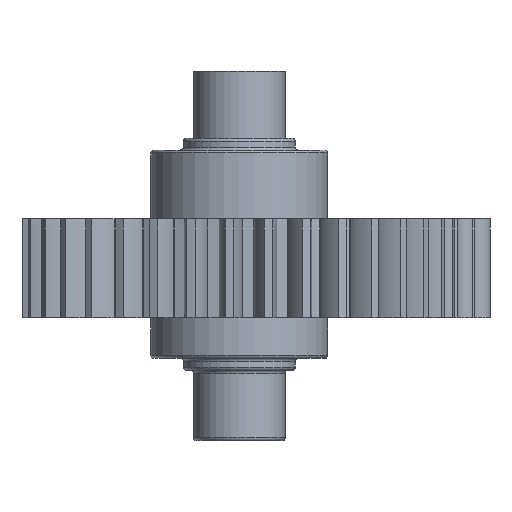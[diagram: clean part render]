
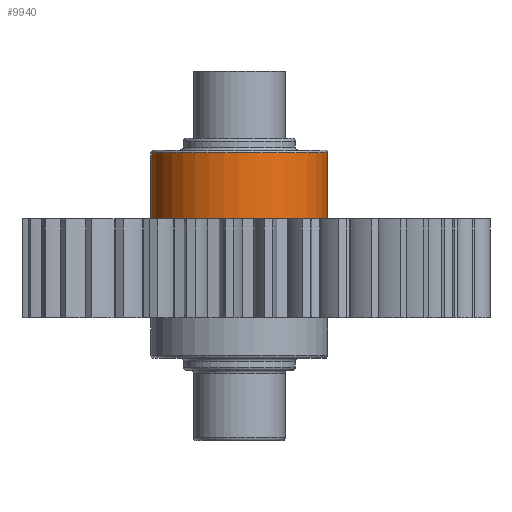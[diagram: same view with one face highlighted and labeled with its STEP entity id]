
A CAD part, front view. The second image highlights one B-rep face of the part: STEP entity #9940.
In plain terms, the highlighted cylindrical face has radius 7.5 mm (diameter 15 mm), a full revolution.
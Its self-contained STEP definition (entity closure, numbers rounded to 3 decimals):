
#8902 = EDGE_CURVE('',#8903,#8903,#8905,.T.);
#8903 = VERTEX_POINT('',#8904);
#8904 = CARTESIAN_POINT('',(42.5,0.,8.4));
#8905 = CIRCLE('',#8906,7.5);
#8906 = AXIS2_PLACEMENT_3D('',#8907,#8908,#8909);
#8907 = CARTESIAN_POINT('',(35.,0.,8.4));
#8908 = DIRECTION('',(0.,0.,1.));
#8909 = DIRECTION('',(1.,0.,0.));
#9940 = ADVANCED_FACE('',(#9941),#9960,.T.);
#9941 = FACE_BOUND('',#9942,.F.);
#9942 = EDGE_LOOP('',(#9943,#9951,#9952,#9953));
#9943 = ORIENTED_EDGE('',*,*,#9944,.F.);
#9944 = EDGE_CURVE('',#8903,#9945,#9947,.T.);
#9945 = VERTEX_POINT('',#9946);
#9946 = CARTESIAN_POINT('',(42.5,0.,14.));
#9947 = LINE('',#9948,#9949);
#9948 = CARTESIAN_POINT('',(42.5,0.,8.4));
#9949 = VECTOR('',#9950,1.);
#9950 = DIRECTION('',(0.,0.,1.));
#9951 = ORIENTED_EDGE('',*,*,#8902,.F.);
#9952 = ORIENTED_EDGE('',*,*,#9944,.T.);
#9953 = ORIENTED_EDGE('',*,*,#9954,.T.);
#9954 = EDGE_CURVE('',#9945,#9945,#9955,.T.);
#9955 = CIRCLE('',#9956,7.5);
#9956 = AXIS2_PLACEMENT_3D('',#9957,#9958,#9959);
#9957 = CARTESIAN_POINT('',(35.,0.,14.));
#9958 = DIRECTION('',(0.,0.,1.));
#9959 = DIRECTION('',(1.,0.,0.));
#9960 = CYLINDRICAL_SURFACE('',#9961,7.5);
#9961 = AXIS2_PLACEMENT_3D('',#9962,#9963,#9964);
#9962 = CARTESIAN_POINT('',(35.,0.,8.4));
#9963 = DIRECTION('',(-0.,-0.,-1.));
#9964 = DIRECTION('',(1.,0.,0.));
